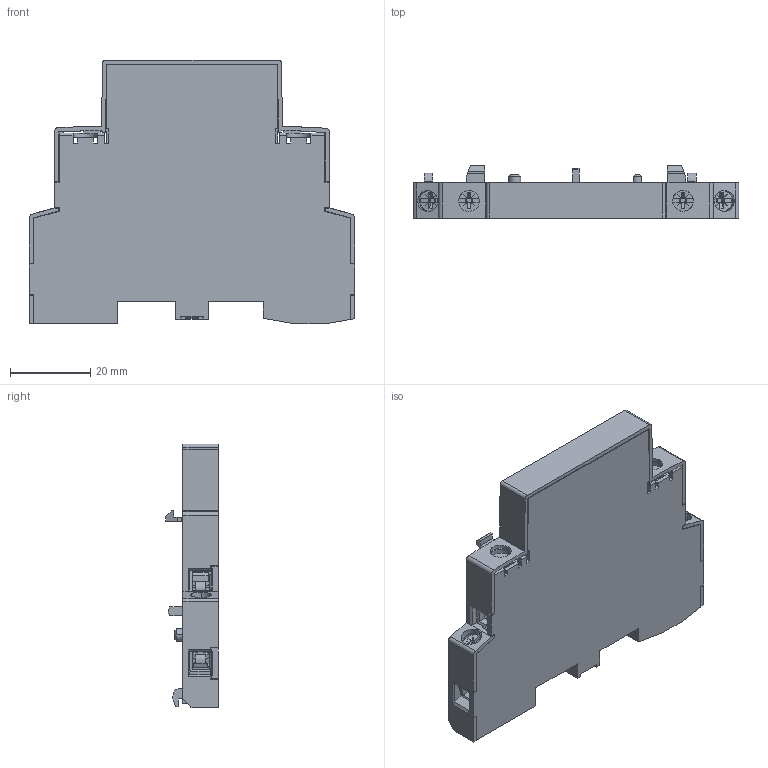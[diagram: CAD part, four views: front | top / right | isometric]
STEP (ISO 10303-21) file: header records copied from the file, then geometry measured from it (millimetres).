
FILE_DESCRIPTION((''),'2;1');
FILE_NAME('2BJ-209-001_ASM','2019-08-20T',('梊眈婝'),(''),'CREO PARAMETRIC BY PTC INC, 2015480','CREO PARAMETRIC BY PTC INC, 2015480','');
FILE_SCHEMA(('CONFIG_CONTROL_DESIGN'));
Products named in the file (12): 8BJ-024-5012_AF0; 8BJ-574-001-JIEXIANKUAN; 8BJ-900-001-LUODING_AF0; 5BJ-512-001_AF0_ASM; 8BJ-900-001-LUODING_AF1; 5BJ-512-001_AF1_ASM; 8BJ-900-001-LUODING; 5BJ-512-001_ASM; 8BJ-315-8032_AF0; 8BJ-104-501_AF0; REMAODIAN; 2BJ-209-001_ASM
Assembly tree (23 placements, depth 3):
  2BJ-209-001_ASM
    8BJ-024-5012_AF0
    5BJ-512-001_AF0_ASM
      8BJ-574-001-JIEXIANKUAN
      8BJ-900-001-LUODING_AF0
    5BJ-512-001_AF1_ASM
      8BJ-574-001-JIEXIANKUAN
      8BJ-900-001-LUODING_AF1
    5BJ-512-001_ASM  x2
      8BJ-574-001-JIEXIANKUAN
      8BJ-900-001-LUODING
    8BJ-315-8032_AF0
    8BJ-104-501_AF0
    REMAODIAN  x10
Bounding box: 81 x 13.1 x 65.65 mm (x, y, z)
Volume: 14135.5 mm3; surface area: 30375.7 mm2
Topology: 17 solids, 21 shells, 1984 faces, 5719 edges, 3767 vertices
Faces by surface type: plane 1145, cylinder 541, torus 97, bspline 91, cone 89, sphere 20, extrusion 1
Entity records: 87558 total; most frequent: CARTESIAN_POINT 24683, ORIENTED_EDGE 9016, DIRECTION 8101, PRESENTATION_STYLE_ASSIGNMENT 5485, EDGE_CURVE 4508, STYLED_ITEM 4414, CURVE_STYLE 4222, VECTOR 2979
